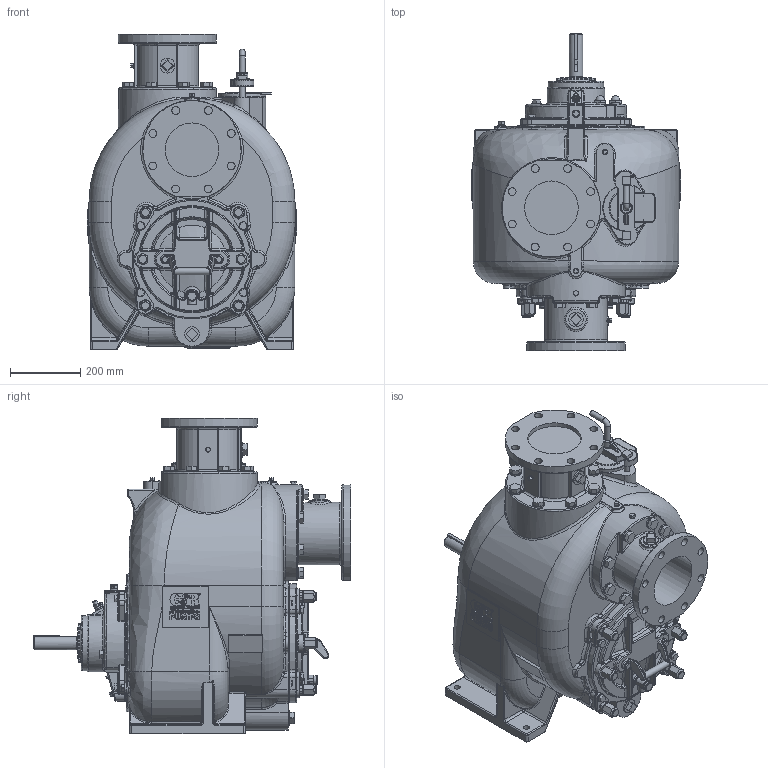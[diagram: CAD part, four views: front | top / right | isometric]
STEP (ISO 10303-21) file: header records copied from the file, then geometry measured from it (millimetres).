
FILE_DESCRIPTION(/* description */ ('Unknown'),/* implementation_level */ '2;1');
FILE_NAME(/* name */ '19023',/* time_stamp */ '2020-06-26T11:10:55-04:00',/* author */ ('Unknown'),/* organization */ ('Unknown'),/* preprocessor_version */ 'ST-DEVELOPER v16.7',/* originating_system */ 'DEX',/* authorisation */ $);
FILE_SCHEMA (('AUTOMOTIVE_DESIGN {1 0 10303 214 3 1 1}'));
Products named in the file (1): 19023
Bounding box: 596.52 x 903.27 x 896.01 mm (x, y, z)
Volume: 172158789.9 mm3; surface area: 2659759.4 mm2
Topology: 1 solids, 17 shells, 3878 faces, 9485 edges, 5672 vertices
Faces by surface type: plane 1677, cylinder 945, bspline 563, torus 521, sphere 122, cone 50
Full cylindrical faces by diameter (mm): 2.527 x2, 3.048 x2, 3.175 x2, 9.525 x2, 10.527 x2, 11.113 x2, 12.7 x1, 13.462 x2, 15.875 x5, 17.348 x6, 17.462 x4, 19.05 x1, 19.812 x4, 22.174 x8, 22.225 x22, 22.276 x2, 23.368 x1, 25.4 x9, 28.575 x4, 31.75 x2, 32.283 x16, 38.087 x1, 38.1 x1, 47.625 x1, 90.424 x1, 91.948 x1, 92.202 x1, 123.952 x1, 133.35 x1, 152.4 x2
Entity records: 150558 total; most frequent: CARTESIAN_POINT 35623, DIRECTION 18514, ORIENTED_EDGE 18070, EDGE_CURVE 9035, AXIS2_PLACEMENT_3D 7067, VERTEX_POINT 5568, LINE 4380, VECTOR 4380
